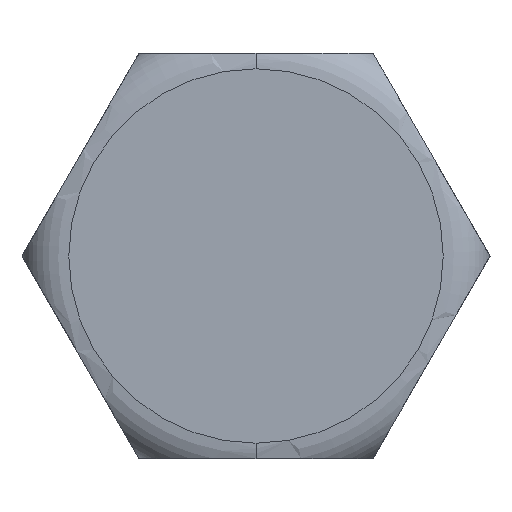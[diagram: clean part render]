
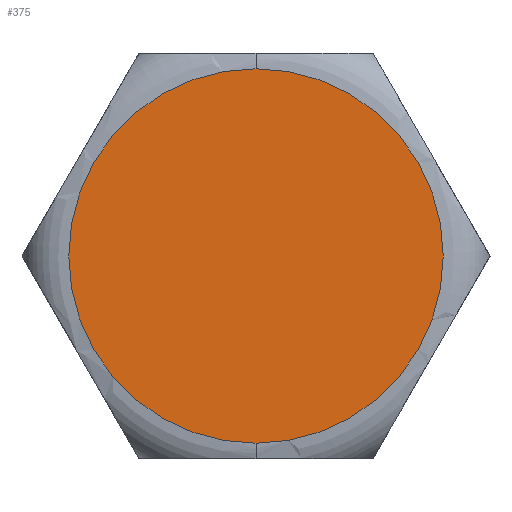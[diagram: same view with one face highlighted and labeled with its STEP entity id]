
A CAD part, front view. The second image highlights one B-rep face of the part: STEP entity #375.
In plain terms, the highlighted planar face has unit normal (0, -1, 0).
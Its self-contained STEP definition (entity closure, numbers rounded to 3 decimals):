
#66 = AXIS2_PLACEMENT_3D ( 'NONE', #473, #488, #605 ) ;
#73 = PLANE ( 'NONE',  #315 ) ;
#157 = ORIENTED_EDGE ( 'NONE', *, *, #410, .F. ) ;
#184 = EDGE_CURVE ( 'NONE', #744, #647, #531, .T. ) ;
#199 = CARTESIAN_POINT ( 'NONE',  ( 0., 0., 0. ) ) ;
#202 = CARTESIAN_POINT ( 'NONE',  ( 0., 0., 0. ) ) ;
#212 = EDGE_LOOP ( 'NONE', ( #157, #217 ) ) ;
#217 = ORIENTED_EDGE ( 'NONE', *, *, #184, .F. ) ;
#315 = AXIS2_PLACEMENT_3D ( 'NONE', #199, #316, #555 ) ;
#316 = DIRECTION ( 'NONE',  ( 0., 1., 0. ) ) ;
#320 = DIRECTION ( 'NONE',  ( 0., 1., 0. ) ) ;
#357 = AXIS2_PLACEMENT_3D ( 'NONE', #202, #320, #640 ) ;
#375 = ADVANCED_FACE ( 'NONE', ( #613 ), #73, .F. ) ;
#391 = CARTESIAN_POINT ( 'NONE',  ( 0., 0., -48.044 ) ) ;
#410 = EDGE_CURVE ( 'NONE', #647, #744, #750, .T. ) ;
#473 = CARTESIAN_POINT ( 'NONE',  ( 0., 0., 0. ) ) ;
#488 = DIRECTION ( 'NONE',  ( 0., 1., 0. ) ) ;
#531 = CIRCLE ( 'NONE', #66, 48.044 ) ;
#555 = DIRECTION ( 'NONE',  ( 0., 0., 1. ) ) ;
#605 = DIRECTION ( 'NONE',  ( 0., 0., 1. ) ) ;
#613 = FACE_OUTER_BOUND ( 'NONE', #212, .T. ) ;
#640 = DIRECTION ( 'NONE',  ( 0., 0., 1. ) ) ;
#647 = VERTEX_POINT ( 'NONE', #767 ) ;
#744 = VERTEX_POINT ( 'NONE', #391 ) ;
#750 = CIRCLE ( 'NONE', #357, 48.044 ) ;
#767 = CARTESIAN_POINT ( 'NONE',  ( 0., 0., 48.044 ) ) ;
